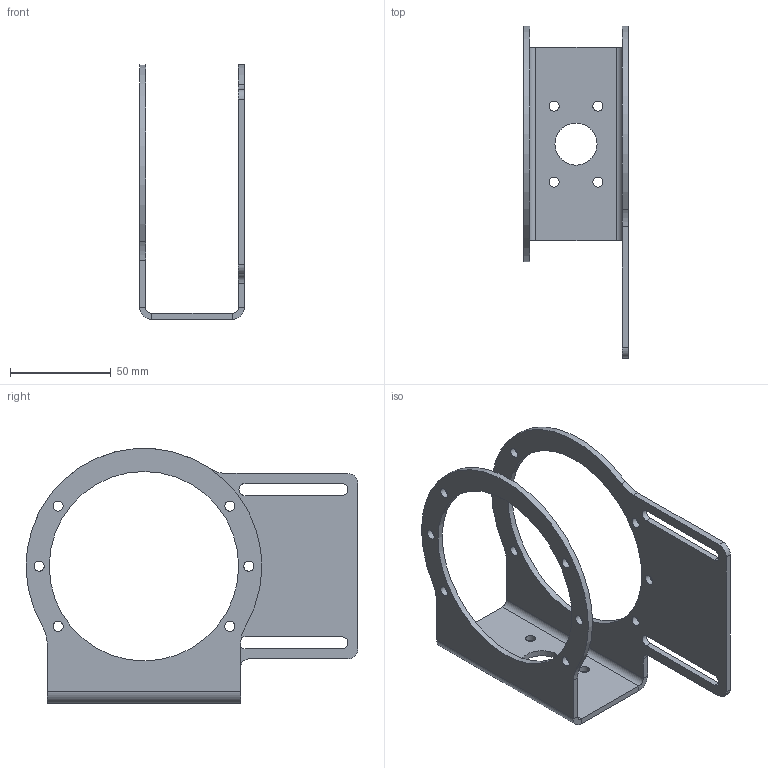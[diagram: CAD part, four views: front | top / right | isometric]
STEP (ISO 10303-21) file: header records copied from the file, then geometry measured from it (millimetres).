
FILE_DESCRIPTION(/* description */ (''),/* implementation_level */ '2;1');
FILE_NAME(/* name */ 'Przegub 2 v80.step',/* time_stamp */ '2024-05-28T16:32:26+02:00',/* author */ (''),/* organization */ (''),/* preprocessor_version */ 'ST-DEVELOPER v20',/* originating_system */ 'Autodesk Translation Framework v13.14.0.145',/* authorisation */ '');
FILE_SCHEMA (('AUTOMOTIVE_DESIGN { 1 0 10303 214 3 1 1 }'));
Length unit declared in the file: millimetre
Products named in the file (1): Przegub 2
Bounding box: 52 x 164.62 x 126.3 mm (x, y, z)
Volume: 55736.3 mm3; surface area: 43102.5 mm2
Topology: 1 solids, 1 shells, 59 faces, 155 edges, 98 vertices
Faces by surface type: cylinder 36, plane 23
Full cylindrical faces by diameter (mm): 5 x16, 20.9 x1, 94 x2
Entity records: 1957 total; most frequent: DIRECTION 347, CARTESIAN_POINT 313, ORIENTED_EDGE 310, EDGE_CURVE 155, AXIS2_PLACEMENT_3D 132, EDGE_LOOP 101, VERTEX_POINT 98, LINE 83
